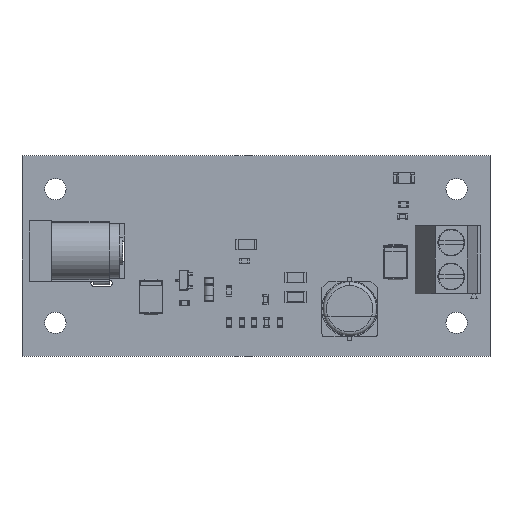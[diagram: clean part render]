
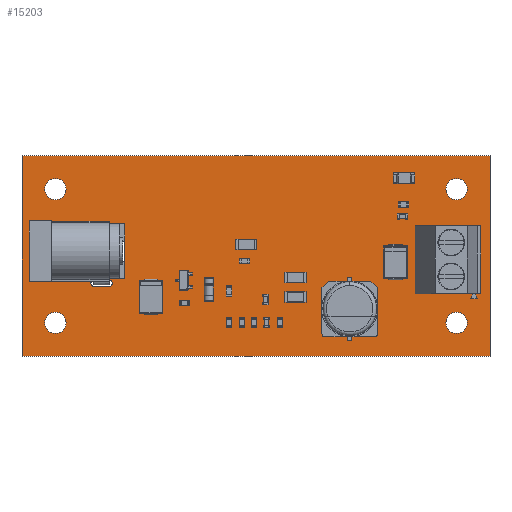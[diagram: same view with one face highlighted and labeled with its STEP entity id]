
A CAD part, top view. The second image highlights one B-rep face of the part: STEP entity #15203.
In plain terms, the highlighted planar face has unit normal (0, 0, 1).
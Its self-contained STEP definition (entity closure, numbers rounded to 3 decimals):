
#14917 = VERTEX_POINT('',#14918);
#14918 = CARTESIAN_POINT('',(165.,-105.,1.51));
#14924 = EDGE_CURVE('',#14917,#14925,#14927,.T.);
#14925 = VERTEX_POINT('',#14926);
#14926 = CARTESIAN_POINT('',(95.,-105.,1.51));
#14927 = LINE('',#14928,#14929);
#14928 = CARTESIAN_POINT('',(165.,-105.,1.51));
#14929 = VECTOR('',#14930,1.);
#14930 = DIRECTION('',(-1.,0.,0.));
#14957 = VERTEX_POINT('',#14958);
#14958 = CARTESIAN_POINT('',(165.,-75.,1.51));
#14964 = EDGE_CURVE('',#14957,#14917,#14965,.T.);
#14965 = LINE('',#14966,#14967);
#14966 = CARTESIAN_POINT('',(165.,-75.,1.51));
#14967 = VECTOR('',#14968,1.);
#14968 = DIRECTION('',(0.,-1.,0.));
#14986 = EDGE_CURVE('',#14925,#14987,#14989,.T.);
#14987 = VERTEX_POINT('',#14988);
#14988 = CARTESIAN_POINT('',(95.,-75.,1.51));
#14989 = LINE('',#14990,#14991);
#14990 = CARTESIAN_POINT('',(95.,-105.,1.51));
#14991 = VECTOR('',#14992,1.);
#14992 = DIRECTION('',(0.,1.,0.));
#15203 = ADVANCED_FACE('',(#15204,#15215,#15226,#15262,#15273,#15284,
    #15320,#15356,#15367,#15378),#15389,.T.);
#15204 = FACE_BOUND('',#15205,.T.);
#15205 = EDGE_LOOP('',(#15206,#15207,#15208,#15214));
#15206 = ORIENTED_EDGE('',*,*,#14924,.F.);
#15207 = ORIENTED_EDGE('',*,*,#14964,.F.);
#15208 = ORIENTED_EDGE('',*,*,#15209,.F.);
#15209 = EDGE_CURVE('',#14987,#14957,#15210,.T.);
#15210 = LINE('',#15211,#15212);
#15211 = CARTESIAN_POINT('',(95.,-75.,1.51));
#15212 = VECTOR('',#15213,1.);
#15213 = DIRECTION('',(1.,0.,0.));
#15214 = ORIENTED_EDGE('',*,*,#14986,.F.);
#15215 = FACE_BOUND('',#15216,.T.);
#15216 = EDGE_LOOP('',(#15217));
#15217 = ORIENTED_EDGE('',*,*,#15218,.T.);
#15218 = EDGE_CURVE('',#15219,#15219,#15221,.T.);
#15219 = VERTEX_POINT('',#15220);
#15220 = CARTESIAN_POINT('',(100.,-101.6,1.51));
#15221 = CIRCLE('',#15222,1.6);
#15222 = AXIS2_PLACEMENT_3D('',#15223,#15224,#15225);
#15223 = CARTESIAN_POINT('',(100.,-100.,1.51));
#15224 = DIRECTION('',(-0.,0.,-1.));
#15225 = DIRECTION('',(-0.,-1.,0.));
#15226 = FACE_BOUND('',#15227,.T.);
#15227 = EDGE_LOOP('',(#15228,#15239,#15247,#15256));
#15228 = ORIENTED_EDGE('',*,*,#15229,.T.);
#15229 = EDGE_CURVE('',#15230,#15232,#15234,.T.);
#15230 = VERTEX_POINT('',#15231);
#15231 = CARTESIAN_POINT('',(105.805,-94.581,1.51));
#15232 = VERTEX_POINT('',#15233);
#15233 = CARTESIAN_POINT('',(105.805,-93.581,1.51));
#15234 = CIRCLE('',#15235,0.5);
#15235 = AXIS2_PLACEMENT_3D('',#15236,#15237,#15238);
#15236 = CARTESIAN_POINT('',(105.805,-94.081,1.51));
#15237 = DIRECTION('',(-0.,0.,-1.));
#15238 = DIRECTION('',(0.,1.,0.));
#15239 = ORIENTED_EDGE('',*,*,#15240,.T.);
#15240 = EDGE_CURVE('',#15232,#15241,#15243,.T.);
#15241 = VERTEX_POINT('',#15242);
#15242 = CARTESIAN_POINT('',(108.005,-93.581,1.51));
#15243 = LINE('',#15244,#15245);
#15244 = CARTESIAN_POINT('',(54.003,-93.581,1.51));
#15245 = VECTOR('',#15246,1.);
#15246 = DIRECTION('',(1.,0.,-0.));
#15247 = ORIENTED_EDGE('',*,*,#15248,.T.);
#15248 = EDGE_CURVE('',#15241,#15249,#15251,.T.);
#15249 = VERTEX_POINT('',#15250);
#15250 = CARTESIAN_POINT('',(108.005,-94.581,1.51));
#15251 = CIRCLE('',#15252,0.5);
#15252 = AXIS2_PLACEMENT_3D('',#15253,#15254,#15255);
#15253 = CARTESIAN_POINT('',(108.005,-94.081,1.51));
#15254 = DIRECTION('',(-0.,0.,-1.));
#15255 = DIRECTION('',(-0.,-1.,0.));
#15256 = ORIENTED_EDGE('',*,*,#15257,.T.);
#15257 = EDGE_CURVE('',#15249,#15230,#15258,.T.);
#15258 = LINE('',#15259,#15260);
#15259 = CARTESIAN_POINT('',(52.903,-94.581,1.51));
#15260 = VECTOR('',#15261,1.);
#15261 = DIRECTION('',(-1.,0.,0.));
#15262 = FACE_BOUND('',#15263,.T.);
#15263 = EDGE_LOOP('',(#15264));
#15264 = ORIENTED_EDGE('',*,*,#15265,.T.);
#15265 = EDGE_CURVE('',#15266,#15266,#15268,.T.);
#15266 = VERTEX_POINT('',#15267);
#15267 = CARTESIAN_POINT('',(160.,-101.6,1.51));
#15268 = CIRCLE('',#15269,1.6);
#15269 = AXIS2_PLACEMENT_3D('',#15270,#15271,#15272);
#15270 = CARTESIAN_POINT('',(160.,-100.,1.51));
#15271 = DIRECTION('',(-0.,0.,-1.));
#15272 = DIRECTION('',(-0.,-1.,0.));
#15273 = FACE_BOUND('',#15274,.T.);
#15274 = EDGE_LOOP('',(#15275));
#15275 = ORIENTED_EDGE('',*,*,#15276,.T.);
#15276 = EDGE_CURVE('',#15277,#15277,#15279,.T.);
#15277 = VERTEX_POINT('',#15278);
#15278 = CARTESIAN_POINT('',(159.004,-93.741,1.51));
#15279 = CIRCLE('',#15280,0.65);
#15280 = AXIS2_PLACEMENT_3D('',#15281,#15282,#15283);
#15281 = CARTESIAN_POINT('',(159.004,-93.091,1.51));
#15282 = DIRECTION('',(-0.,0.,-1.));
#15283 = DIRECTION('',(0.,-1.,0.));
#15284 = FACE_BOUND('',#15285,.T.);
#15285 = EDGE_LOOP('',(#15286,#15297,#15305,#15314));
#15286 = ORIENTED_EDGE('',*,*,#15287,.T.);
#15287 = EDGE_CURVE('',#15288,#15290,#15292,.T.);
#15288 = VERTEX_POINT('',#15289);
#15289 = CARTESIAN_POINT('',(104.005,-90.381,1.51));
#15290 = VERTEX_POINT('',#15291);
#15291 = CARTESIAN_POINT('',(103.005,-90.381,1.51));
#15292 = CIRCLE('',#15293,0.5);
#15293 = AXIS2_PLACEMENT_3D('',#15294,#15295,#15296);
#15294 = CARTESIAN_POINT('',(103.505,-90.381,1.51));
#15295 = DIRECTION('',(-0.,0.,-1.));
#15296 = DIRECTION('',(-1.,0.,0.));
#15297 = ORIENTED_EDGE('',*,*,#15298,.T.);
#15298 = EDGE_CURVE('',#15290,#15299,#15301,.T.);
#15299 = VERTEX_POINT('',#15300);
#15300 = CARTESIAN_POINT('',(103.005,-88.181,1.51));
#15301 = LINE('',#15302,#15303);
#15302 = CARTESIAN_POINT('',(103.005,-44.091,1.51));
#15303 = VECTOR('',#15304,1.);
#15304 = DIRECTION('',(-0.,1.,0.));
#15305 = ORIENTED_EDGE('',*,*,#15306,.T.);
#15306 = EDGE_CURVE('',#15299,#15307,#15309,.T.);
#15307 = VERTEX_POINT('',#15308);
#15308 = CARTESIAN_POINT('',(104.005,-88.181,1.51));
#15309 = CIRCLE('',#15310,0.5);
#15310 = AXIS2_PLACEMENT_3D('',#15311,#15312,#15313);
#15311 = CARTESIAN_POINT('',(103.505,-88.181,1.51));
#15312 = DIRECTION('',(0.,-0.,-1.));
#15313 = DIRECTION('',(1.,0.,-0.));
#15314 = ORIENTED_EDGE('',*,*,#15315,.T.);
#15315 = EDGE_CURVE('',#15307,#15288,#15316,.T.);
#15316 = LINE('',#15317,#15318);
#15317 = CARTESIAN_POINT('',(104.005,-45.191,1.51));
#15318 = VECTOR('',#15319,1.);
#15319 = DIRECTION('',(0.,-1.,0.));
#15320 = FACE_BOUND('',#15321,.T.);
#15321 = EDGE_LOOP('',(#15322,#15333,#15341,#15350));
#15322 = ORIENTED_EDGE('',*,*,#15323,.T.);
#15323 = EDGE_CURVE('',#15324,#15326,#15328,.T.);
#15324 = VERTEX_POINT('',#15325);
#15325 = CARTESIAN_POINT('',(110.305,-90.581,1.51));
#15326 = VERTEX_POINT('',#15327);
#15327 = CARTESIAN_POINT('',(109.305,-90.581,1.51));
#15328 = CIRCLE('',#15329,0.5);
#15329 = AXIS2_PLACEMENT_3D('',#15330,#15331,#15332);
#15330 = CARTESIAN_POINT('',(109.805,-90.581,1.51));
#15331 = DIRECTION('',(-0.,0.,-1.));
#15332 = DIRECTION('',(-1.,0.,0.));
#15333 = ORIENTED_EDGE('',*,*,#15334,.T.);
#15334 = EDGE_CURVE('',#15326,#15335,#15337,.T.);
#15335 = VERTEX_POINT('',#15336);
#15336 = CARTESIAN_POINT('',(109.305,-87.981,1.51));
#15337 = LINE('',#15338,#15339);
#15338 = CARTESIAN_POINT('',(109.305,-43.991,1.51));
#15339 = VECTOR('',#15340,1.);
#15340 = DIRECTION('',(-0.,1.,0.));
#15341 = ORIENTED_EDGE('',*,*,#15342,.T.);
#15342 = EDGE_CURVE('',#15335,#15343,#15345,.T.);
#15343 = VERTEX_POINT('',#15344);
#15344 = CARTESIAN_POINT('',(110.305,-87.981,1.51));
#15345 = CIRCLE('',#15346,0.5);
#15346 = AXIS2_PLACEMENT_3D('',#15347,#15348,#15349);
#15347 = CARTESIAN_POINT('',(109.805,-87.981,1.51));
#15348 = DIRECTION('',(0.,-0.,-1.));
#15349 = DIRECTION('',(1.,0.,-0.));
#15350 = ORIENTED_EDGE('',*,*,#15351,.T.);
#15351 = EDGE_CURVE('',#15343,#15324,#15352,.T.);
#15352 = LINE('',#15353,#15354);
#15353 = CARTESIAN_POINT('',(110.305,-45.291,1.51));
#15354 = VECTOR('',#15355,1.);
#15355 = DIRECTION('',(0.,-1.,0.));
#15356 = FACE_BOUND('',#15357,.T.);
#15357 = EDGE_LOOP('',(#15358));
#15358 = ORIENTED_EDGE('',*,*,#15359,.T.);
#15359 = EDGE_CURVE('',#15360,#15360,#15362,.T.);
#15360 = VERTEX_POINT('',#15361);
#15361 = CARTESIAN_POINT('',(100.,-81.6,1.51));
#15362 = CIRCLE('',#15363,1.6);
#15363 = AXIS2_PLACEMENT_3D('',#15364,#15365,#15366);
#15364 = CARTESIAN_POINT('',(100.,-80.,1.51));
#15365 = DIRECTION('',(-0.,0.,-1.));
#15366 = DIRECTION('',(-0.,-1.,0.));
#15367 = FACE_BOUND('',#15368,.T.);
#15368 = EDGE_LOOP('',(#15369));
#15369 = ORIENTED_EDGE('',*,*,#15370,.T.);
#15370 = EDGE_CURVE('',#15371,#15371,#15373,.T.);
#15371 = VERTEX_POINT('',#15372);
#15372 = CARTESIAN_POINT('',(159.004,-88.661,1.51));
#15373 = CIRCLE('',#15374,0.65);
#15374 = AXIS2_PLACEMENT_3D('',#15375,#15376,#15377);
#15375 = CARTESIAN_POINT('',(159.004,-88.011,1.51));
#15376 = DIRECTION('',(-0.,0.,-1.));
#15377 = DIRECTION('',(0.,-1.,0.));
#15378 = FACE_BOUND('',#15379,.T.);
#15379 = EDGE_LOOP('',(#15380));
#15380 = ORIENTED_EDGE('',*,*,#15381,.T.);
#15381 = EDGE_CURVE('',#15382,#15382,#15384,.T.);
#15382 = VERTEX_POINT('',#15383);
#15383 = CARTESIAN_POINT('',(160.,-81.6,1.51));
#15384 = CIRCLE('',#15385,1.6);
#15385 = AXIS2_PLACEMENT_3D('',#15386,#15387,#15388);
#15386 = CARTESIAN_POINT('',(160.,-80.,1.51));
#15387 = DIRECTION('',(-0.,0.,-1.));
#15388 = DIRECTION('',(-0.,-1.,0.));
#15389 = PLANE('',#15390);
#15390 = AXIS2_PLACEMENT_3D('',#15391,#15392,#15393);
#15391 = CARTESIAN_POINT('',(0.,0.,1.51));
#15392 = DIRECTION('',(0.,0.,1.));
#15393 = DIRECTION('',(1.,0.,-0.));
